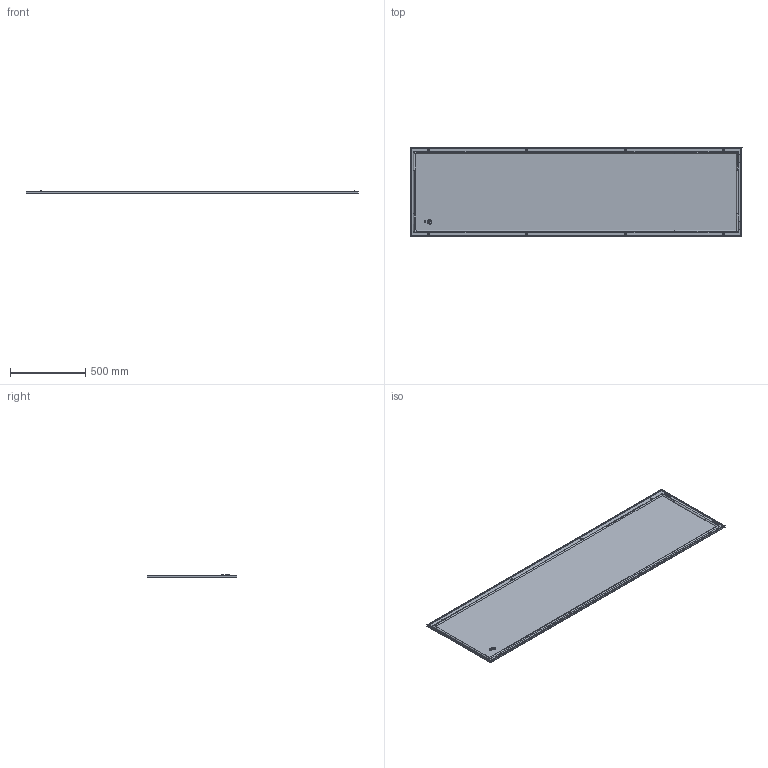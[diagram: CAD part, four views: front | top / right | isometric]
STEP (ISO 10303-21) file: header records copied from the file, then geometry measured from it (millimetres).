
FILE_DESCRIPTION (( 'STEP AP214' ), '1' );
FILE_NAME ('YKM40D-FO-FP-220-060-54 FORMAT Ïàíåëü çàäíÿÿ 2200õ600 IP54 IEK.STEP', '2024-09-25T13:01:00', ( '' ), ( '' ), 'SwSTEP 2.0', 'SolidWorks 2022', '' );
FILE_SCHEMA (( 'AUTOMOTIVE_DESIGN' ));
Length unit declared in the file: millimetre
Products named in the file (1): YKM40D-FO-FP-220-060-54 FORMAT Панель задняя 2200х600 IP54 IEK
Bounding box: 2200 x 595 x 17.9 mm (x, y, z)
Volume: 2382808.6 mm3; surface area: 2865463.6 mm2
Topology: 1 solids, 1 shells, 224 faces, 611 edges, 390 vertices
Faces by surface type: plane 110, cone 52, cylinder 51, bspline 11
Entity records: 8368 total; most frequent: CARTESIAN_POINT 2059, ORIENTED_EDGE 1222, DIRECTION 1103, EDGE_CURVE 611, LINE 401, VECTOR 401, VERTEX_POINT 390, AXIS2_PLACEMENT_3D 351
